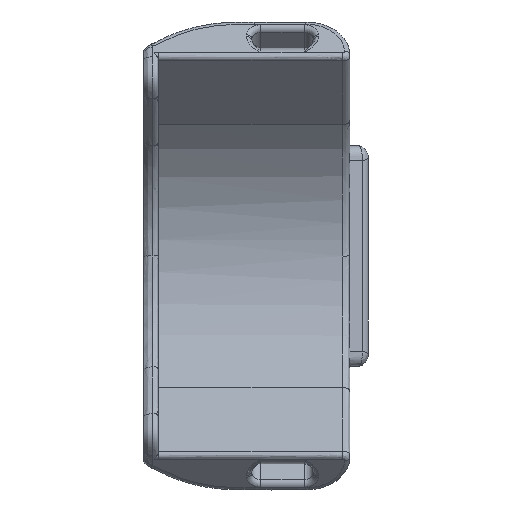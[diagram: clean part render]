
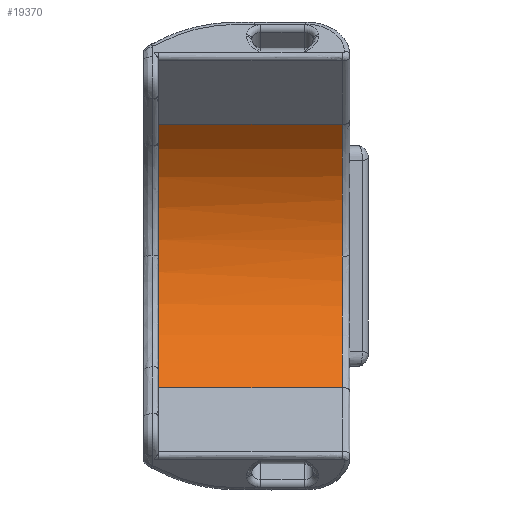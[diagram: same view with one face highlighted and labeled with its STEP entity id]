
A CAD part, left-side view. The second image highlights one B-rep face of the part: STEP entity #19370.
In plain terms, the highlighted cylindrical face has radius 25.293 mm (diameter 50.586 mm), a partial arc.
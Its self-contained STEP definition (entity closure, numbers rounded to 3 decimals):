
#183 = EDGE_CURVE ( 'NONE', #7366, #13927, #16761, .T. ) ;
#280 = CARTESIAN_POINT ( 'NONE',  ( 21.818, 1., -15.428 ) ) ;
#802 = VERTEX_POINT ( 'NONE', #11734 ) ;
#981 = CYLINDRICAL_SURFACE ( 'NONE', #6888, 25.293 ) ;
#1050 = DIRECTION ( 'NONE',  ( 0., -1., 0. ) ) ;
#1064 = VECTOR ( 'NONE', #14835, 1000. ) ;
#1622 = CARTESIAN_POINT ( 'NONE',  ( 1.707, 26., 0. ) ) ;
#2594 = LINE ( 'NONE', #9568, #1064 ) ;
#2604 = DIRECTION ( 'NONE',  ( 0., 0., -1. ) ) ;
#2883 = CIRCLE ( 'NONE', #15652, 25.293 ) ;
#3130 = DIRECTION ( 'NONE',  ( 0., 0., 1. ) ) ;
#3259 = ORIENTED_EDGE ( 'NONE', *, *, #15298, .F. ) ;
#3469 = DIRECTION ( 'NONE',  ( 0., 1., 0. ) ) ;
#3848 = CARTESIAN_POINT ( 'NONE',  ( 25.708, 1., -8.15 ) ) ;
#4196 = EDGE_CURVE ( 'NONE', #21118, #7366, #16381, .T. ) ;
#4874 = CARTESIAN_POINT ( 'NONE',  ( 25.752, 1., 9.766 ) ) ;
#5126 = CARTESIAN_POINT ( 'NONE',  ( 19.592, 1., -17.885 ) ) ;
#5149 = ORIENTED_EDGE ( 'NONE', *, *, #13063, .F. ) ;
#5441 = CARTESIAN_POINT ( 'NONE',  ( 19.592, 26., 17.885 ) ) ;
#5982 = CARTESIAN_POINT ( 'NONE',  ( 19.592, 67.783, -17.885 ) ) ;
#6888 = AXIS2_PLACEMENT_3D ( 'NONE', #20207, #12993, #2604 ) ;
#7366 = VERTEX_POINT ( 'NONE', #5126 ) ;
#8868 = CARTESIAN_POINT ( 'NONE',  ( 27., 1., -1.655 ) ) ;
#9568 = CARTESIAN_POINT ( 'NONE',  ( 19.592, 67.783, 17.885 ) ) ;
#9689 = FACE_OUTER_BOUND ( 'NONE', #19518, .T. ) ;
#9910 = CARTESIAN_POINT ( 'NONE',  ( 22.05, 1., 15.427 ) ) ;
#10436 = VERTEX_POINT ( 'NONE', #5441 ) ;
#10594 = CARTESIAN_POINT ( 'NONE',  ( 27., 1., 0. ) ) ;
#10808 = CARTESIAN_POINT ( 'NONE',  ( 27., 1., 0. ) ) ;
#10809 = CARTESIAN_POINT ( 'NONE',  ( 26.837, 1., -3.311 ) ) ;
#11734 = CARTESIAN_POINT ( 'NONE',  ( 19.592, 1., 17.885 ) ) ;
#12188 = CARTESIAN_POINT ( 'NONE',  ( 24.441, 1., -11.209 ) ) ;
#12419 = CARTESIAN_POINT ( 'NONE',  ( 19.592, 1., -17.885 ) ) ;
#12993 = DIRECTION ( 'NONE',  ( 0., -1., 0. ) ) ;
#13063 = EDGE_CURVE ( 'NONE', #802, #13927, #17459, .T. ) ;
#13927 = VERTEX_POINT ( 'NONE', #10808 ) ;
#14809 = ORIENTED_EDGE ( 'NONE', *, *, #20022, .T. ) ;
#14828 = CARTESIAN_POINT ( 'NONE',  ( 26.998, 1., 3.145 ) ) ;
#14835 = DIRECTION ( 'NONE',  ( 0., -1., 0. ) ) ;
#15059 = CARTESIAN_POINT ( 'NONE',  ( 19.592, 1., 17.885 ) ) ;
#15298 = EDGE_CURVE ( 'NONE', #10436, #802, #2594, .T. ) ;
#15628 = CARTESIAN_POINT ( 'NONE',  ( 23.657, 1., -12.676 ) ) ;
#15652 = AXIS2_PLACEMENT_3D ( 'NONE', #1622, #3469, #3130 ) ;
#16096 = CARTESIAN_POINT ( 'NONE',  ( 19.592, 26., -17.885 ) ) ;
#16381 = LINE ( 'NONE', #5982, #17822 ) ;
#16761 = B_SPLINE_CURVE_WITH_KNOTS ( 'NONE', 3,
 ( #12419, #21225, #280, #15628, #12188, #3848, #19160, #10809, #8868, #10594 ),
 .UNSPECIFIED., .F., .F.,
 ( 4, 2, 2, 2, 4 ),
 ( 0., 0.25, 0.5, 0.75, 1. ),
 .UNSPECIFIED. ) ;
#17459 = B_SPLINE_CURVE_WITH_KNOTS ( 'NONE', 3,
 ( #15059, #9910, #4874, #14828, #18703 ),
 .UNSPECIFIED., .F., .F.,
 ( 4, 1, 4 ),
 ( 0., 0.525, 1. ),
 .UNSPECIFIED. ) ;
#17822 = VECTOR ( 'NONE', #1050, 1000. ) ;
#18098 = ORIENTED_EDGE ( 'NONE', *, *, #183, .T. ) ;
#18703 = CARTESIAN_POINT ( 'NONE',  ( 27., 1., 0. ) ) ;
#19160 = CARTESIAN_POINT ( 'NONE',  ( 26.191, 1., -6.558 ) ) ;
#19370 = ADVANCED_FACE ( 'NONE', ( #9689 ), #981, .F. ) ;
#19518 = EDGE_LOOP ( 'NONE', ( #3259, #14809, #20967, #18098, #5149 ) ) ;
#20022 = EDGE_CURVE ( 'NONE', #10436, #21118, #2883, .T. ) ;
#20207 = CARTESIAN_POINT ( 'NONE',  ( 1.707, 67.783, 0. ) ) ;
#20967 = ORIENTED_EDGE ( 'NONE', *, *, #4196, .T. ) ;
#21118 = VERTEX_POINT ( 'NONE', #16096 ) ;
#21225 = CARTESIAN_POINT ( 'NONE',  ( 20.762, 1., -16.714 ) ) ;
